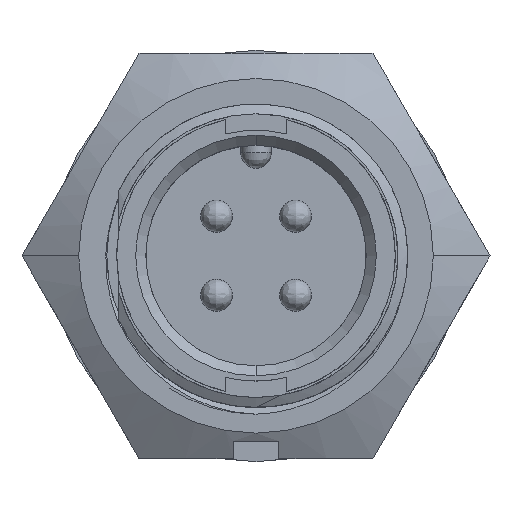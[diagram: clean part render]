
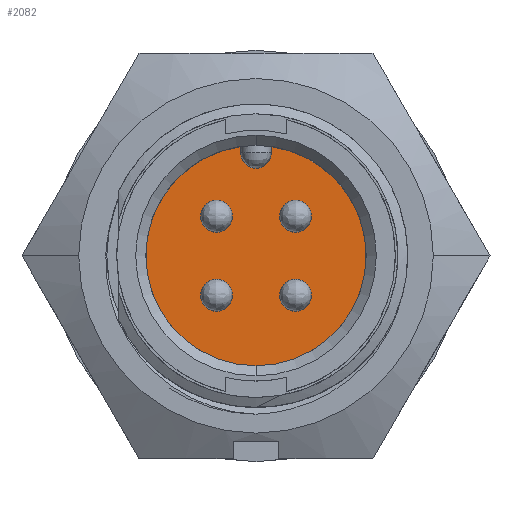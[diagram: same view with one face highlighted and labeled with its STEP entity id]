
A CAD part, top view. The second image highlights one B-rep face of the part: STEP entity #2082.
In plain terms, the highlighted planar face has unit normal (0, 0, 1).
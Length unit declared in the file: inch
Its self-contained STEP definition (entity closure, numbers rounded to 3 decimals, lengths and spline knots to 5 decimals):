
#22 = AXIS2_PLACEMENT_3D ( 'NONE', #2758, #2757, #2756 ) ;
#50 = AXIS2_PLACEMENT_3D ( 'NONE', #4348, #4352, #4353 ) ;
#257 = AXIS2_PLACEMENT_3D ( 'NONE', #10151, #10152, #10153 ) ;
#269 = VECTOR ( 'NONE', #10131, 39.37008 ) ;
#326 = VECTOR ( 'NONE', #10035, 39.37008 ) ;
#991 = EDGE_LOOP ( 'NONE', ( #11981, #7657 ) ) ;
#1033 = EDGE_LOOP ( 'NONE', ( #11972, #11983 ) ) ;
#1103 = EDGE_LOOP ( 'NONE', ( #11984, #8069, #7837, #8191, #8161 ) ) ;
#1131 = EDGE_LOOP ( 'NONE', ( #11974, #11978 ) ) ;
#1133 = EDGE_LOOP ( 'NONE', ( #11975, #11985 ) ) ;
#1169 = VERTEX_POINT ( 'NONE', #3417 ) ;
#1188 = VERTEX_POINT ( 'NONE', #3315 ) ;
#1204 = VERTEX_POINT ( 'NONE', #3258 ) ;
#1217 = VERTEX_POINT ( 'NONE', #3210 ) ;
#1221 = VERTEX_POINT ( 'NONE', #3200 ) ;
#1244 = VERTEX_POINT ( 'NONE', #3442 ) ;
#1255 = VERTEX_POINT ( 'NONE', #3320 ) ;
#1263 = VERTEX_POINT ( 'NONE', #3321 ) ;
#1267 = VERTEX_POINT ( 'NONE', #3466 ) ;
#1274 = VERTEX_POINT ( 'NONE', #3342 ) ;
#1638 = AXIS2_PLACEMENT_3D ( 'NONE', #4659, #4660, #4661 ) ;
#1663 = AXIS2_PLACEMENT_3D ( 'NONE', #4574, #4575, #4576 ) ;
#1715 = AXIS2_PLACEMENT_3D ( 'NONE', #4500, #4501, #4502 ) ;
#1752 = CIRCLE ( 'NONE', #1638, 0.0315 ) ;
#1783 = CIRCLE ( 'NONE', #1715, 0.0315 ) ;
#1788 = CIRCLE ( 'NONE', #1663, 0.0315 ) ;
#1796 = EDGE_CURVE ( 'NONE', #1169, #1221, #1819, .T. ) ;
#1819 = CIRCLE ( 'NONE', #22, 0.0315 ) ;
#1899 = EDGE_CURVE ( 'NONE', #7892, #7773, #1929, .T. ) ;
#1929 = CIRCLE ( 'NONE', #50, 0.2175 ) ;
#1942 = EDGE_CURVE ( 'NONE', #1263, #1255, #1783, .T. ) ;
#1959 = EDGE_CURVE ( 'NONE', #1188, #1204, #1788, .T. ) ;
#1980 = EDGE_CURVE ( 'NONE', #1244, #1217, #1752, .T. ) ;
#2082 = ADVANCED_FACE ( 'NONE', ( #2689, #2682, #2681, #2679, #2678 ), #8386, .T. ) ;
#2166 = EDGE_CURVE ( 'NONE', #7773, #8276, #2515, .T. ) ;
#2201 = EDGE_CURVE ( 'NONE', #1217, #1244, #2525, .T. ) ;
#2242 = EDGE_CURVE ( 'NONE', #1204, #1188, #2529, .T. ) ;
#2247 = EDGE_CURVE ( 'NONE', #1255, #1263, #2531, .T. ) ;
#2291 = EDGE_CURVE ( 'NONE', #8276, #1267, #10033, .T. ) ;
#2311 = EDGE_CURVE ( 'NONE', #1274, #7892, #10129, .T. ) ;
#2315 = EDGE_CURVE ( 'NONE', #1267, #1274, #2550, .T. ) ;
#2407 = EDGE_CURVE ( 'NONE', #1221, #1169, #2567, .T. ) ;
#2515 = CIRCLE ( 'NONE', #2640, 0.2175 ) ;
#2525 = CIRCLE ( 'NONE', #7030, 0.0315 ) ;
#2529 = CIRCLE ( 'NONE', #7057, 0.0315 ) ;
#2531 = CIRCLE ( 'NONE', #7025, 0.0315 ) ;
#2550 = CIRCLE ( 'NONE', #257, 0.03 ) ;
#2567 = CIRCLE ( 'NONE', #11122, 0.0315 ) ;
#2640 = AXIS2_PLACEMENT_3D ( 'NONE', #8671, #8672, #8673 ) ;
#2678 = FACE_OUTER_BOUND ( 'NONE', #1103, .T. ) ;
#2679 = FACE_BOUND ( 'NONE', #991, .T. ) ;
#2681 = FACE_BOUND ( 'NONE', #1133, .T. ) ;
#2682 = FACE_BOUND ( 'NONE', #1033, .T. ) ;
#2684 = AXIS2_PLACEMENT_3D ( 'NONE', #8390, #8391, #8392 ) ;
#2689 = FACE_BOUND ( 'NONE', #1131, .T. ) ;
#2756 = DIRECTION ( 'NONE',  ( 1., 0., 0. ) ) ;
#2757 = DIRECTION ( 'NONE',  ( 0., 0., -1. ) ) ;
#2758 = CARTESIAN_POINT ( 'NONE',  ( 0.078, 0.078, -0.305 ) ) ;
#3200 = CARTESIAN_POINT ( 'NONE',  ( 0.1095, 0.078, -0.305 ) ) ;
#3210 = CARTESIAN_POINT ( 'NONE',  ( -0.0465, 0.078, -0.305 ) ) ;
#3258 = CARTESIAN_POINT ( 'NONE',  ( 0.1095, -0.078, -0.305 ) ) ;
#3315 = CARTESIAN_POINT ( 'NONE',  ( 0.0465, -0.078, -0.305 ) ) ;
#3320 = CARTESIAN_POINT ( 'NONE',  ( -0.0465, -0.078, -0.305 ) ) ;
#3321 = CARTESIAN_POINT ( 'NONE',  ( -0.1095, -0.078, -0.305 ) ) ;
#3342 = CARTESIAN_POINT ( 'NONE',  ( -0.03, 0.2025, -0.305 ) ) ;
#3417 = CARTESIAN_POINT ( 'NONE',  ( 0.0465, 0.078, -0.305 ) ) ;
#3442 = CARTESIAN_POINT ( 'NONE',  ( -0.1095, 0.078, -0.305 ) ) ;
#3466 = CARTESIAN_POINT ( 'NONE',  ( 0.03, 0.2025, -0.305 ) ) ;
#4348 = CARTESIAN_POINT ( 'NONE',  ( 0., 0., -0.305 ) ) ;
#4352 = DIRECTION ( 'NONE',  ( 0., 0., 1. ) ) ;
#4353 = DIRECTION ( 'NONE',  ( 1., 0., 0. ) ) ;
#4500 = CARTESIAN_POINT ( 'NONE',  ( -0.078, -0.078, -0.305 ) ) ;
#4501 = DIRECTION ( 'NONE',  ( 0., 0., -1. ) ) ;
#4502 = DIRECTION ( 'NONE',  ( 1., 0., 0. ) ) ;
#4574 = CARTESIAN_POINT ( 'NONE',  ( 0.078, -0.078, -0.305 ) ) ;
#4575 = DIRECTION ( 'NONE',  ( 0., 0., -1. ) ) ;
#4576 = DIRECTION ( 'NONE',  ( 1., 0., 0. ) ) ;
#4659 = CARTESIAN_POINT ( 'NONE',  ( -0.078, 0.078, -0.305 ) ) ;
#4660 = DIRECTION ( 'NONE',  ( 0., 0., -1. ) ) ;
#4661 = DIRECTION ( 'NONE',  ( 1., 0., 0. ) ) ;
#7025 = AXIS2_PLACEMENT_3D ( 'NONE', #9823, #9824, #9825 ) ;
#7030 = AXIS2_PLACEMENT_3D ( 'NONE', #9406, #9407, #9408 ) ;
#7057 = AXIS2_PLACEMENT_3D ( 'NONE', #9784, #9785, #9786 ) ;
#7657 = ORIENTED_EDGE ( 'NONE', *, *, #1796, .T. ) ;
#7773 = VERTEX_POINT ( 'NONE', #10894 ) ;
#7837 = ORIENTED_EDGE ( 'NONE', *, *, #1899, .T. ) ;
#7892 = VERTEX_POINT ( 'NONE', #10916 ) ;
#8069 = ORIENTED_EDGE ( 'NONE', *, *, #2311, .T. ) ;
#8161 = ORIENTED_EDGE ( 'NONE', *, *, #2291, .T. ) ;
#8191 = ORIENTED_EDGE ( 'NONE', *, *, #2166, .T. ) ;
#8276 = VERTEX_POINT ( 'NONE', #10959 ) ;
#8386 = PLANE ( 'NONE',  #2684 ) ;
#8390 = CARTESIAN_POINT ( 'NONE',  ( 0., 0.2025, -0.305 ) ) ;
#8391 = DIRECTION ( 'NONE',  ( 0., 0., 1. ) ) ;
#8392 = DIRECTION ( 'NONE',  ( 1., 0., 0. ) ) ;
#8671 = CARTESIAN_POINT ( 'NONE',  ( 0., 0., -0.305 ) ) ;
#8672 = DIRECTION ( 'NONE',  ( 0., 0., 1. ) ) ;
#8673 = DIRECTION ( 'NONE',  ( 1., 0., 0. ) ) ;
#9406 = CARTESIAN_POINT ( 'NONE',  ( -0.078, 0.078, -0.305 ) ) ;
#9407 = DIRECTION ( 'NONE',  ( 0., 0., -1. ) ) ;
#9408 = DIRECTION ( 'NONE',  ( 1., 0., 0. ) ) ;
#9784 = CARTESIAN_POINT ( 'NONE',  ( 0.078, -0.078, -0.305 ) ) ;
#9785 = DIRECTION ( 'NONE',  ( 0., 0., -1. ) ) ;
#9786 = DIRECTION ( 'NONE',  ( 1., 0., 0. ) ) ;
#9823 = CARTESIAN_POINT ( 'NONE',  ( -0.078, -0.078, -0.305 ) ) ;
#9824 = DIRECTION ( 'NONE',  ( 0., 0., -1. ) ) ;
#9825 = DIRECTION ( 'NONE',  ( 1., 0., 0. ) ) ;
#10033 = LINE ( 'NONE', #10034, #326 ) ;
#10034 = CARTESIAN_POINT ( 'NONE',  ( 0.03, 0.21542, -0.305 ) ) ;
#10035 = DIRECTION ( 'NONE',  ( 0., -1., 0. ) ) ;
#10129 = LINE ( 'NONE', #10130, #269 ) ;
#10130 = CARTESIAN_POINT ( 'NONE',  ( -0.03, 0.2025, -0.305 ) ) ;
#10131 = DIRECTION ( 'NONE',  ( 0., 1., 0. ) ) ;
#10151 = CARTESIAN_POINT ( 'NONE',  ( 0., 0.2025, -0.305 ) ) ;
#10152 = DIRECTION ( 'NONE',  ( 0., 0., -1. ) ) ;
#10153 = DIRECTION ( 'NONE',  ( 1., 0., 0. ) ) ;
#10735 = CARTESIAN_POINT ( 'NONE',  ( 0.078, 0.078, -0.305 ) ) ;
#10736 = DIRECTION ( 'NONE',  ( 0., 0., -1. ) ) ;
#10737 = DIRECTION ( 'NONE',  ( 1., 0., 0. ) ) ;
#10894 = CARTESIAN_POINT ( 'NONE',  ( 0., -0.2175, -0.305 ) ) ;
#10916 = CARTESIAN_POINT ( 'NONE',  ( -0.03, 0.21542, -0.305 ) ) ;
#10959 = CARTESIAN_POINT ( 'NONE',  ( 0.03, 0.21542, -0.305 ) ) ;
#11122 = AXIS2_PLACEMENT_3D ( 'NONE', #10735, #10736, #10737 ) ;
#11972 = ORIENTED_EDGE ( 'NONE', *, *, #2247, .T. ) ;
#11974 = ORIENTED_EDGE ( 'NONE', *, *, #2242, .T. ) ;
#11975 = ORIENTED_EDGE ( 'NONE', *, *, #2201, .T. ) ;
#11978 = ORIENTED_EDGE ( 'NONE', *, *, #1959, .T. ) ;
#11981 = ORIENTED_EDGE ( 'NONE', *, *, #2407, .T. ) ;
#11983 = ORIENTED_EDGE ( 'NONE', *, *, #1942, .T. ) ;
#11984 = ORIENTED_EDGE ( 'NONE', *, *, #2315, .T. ) ;
#11985 = ORIENTED_EDGE ( 'NONE', *, *, #1980, .T. ) ;
